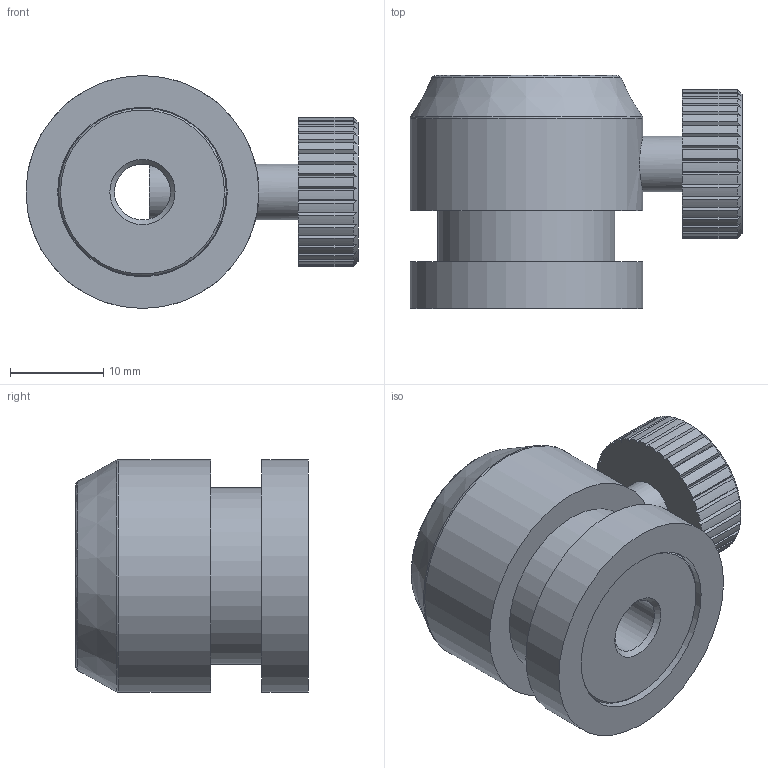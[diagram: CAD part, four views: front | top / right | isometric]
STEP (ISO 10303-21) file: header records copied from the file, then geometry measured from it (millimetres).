
FILE_DESCRIPTION (( 'STEP AP203' ), '1' );
FILE_NAME ('523905.STEP', '2024-06-17T02:10:27', ( 'Windows User' ), ( 'P R C' ), 'SwSTEP 2.0', 'SolidWorks 2020', '' );
FILE_SCHEMA (( 'CONFIG_CONTROL_DESIGN' ));
Length unit declared in the file: millimetre
Products named in the file (1): 523905
Bounding box: 35.63 x 25 x 25 mm (x, y, z)
Volume: 9683.2 mm3; surface area: 5514.8 mm2
Topology: 1 solids, 1 shells, 154 faces, 432 edges, 288 vertices
Faces by surface type: plane 95, cylinder 50, cone 7, bspline 2
Full cylindrical faces by diameter (mm): 6 x3, 14.3 x1, 18 x1, 18.2 x1, 19 x1, 25 x2
Entity records: 5132 total; most frequent: CARTESIAN_POINT 1255, ORIENTED_EDGE 812, DIRECTION 739, EDGE_CURVE 406, VERTEX_POINT 279, AXIS2_PLACEMENT_3D 259, VECTOR 221, LINE 221
